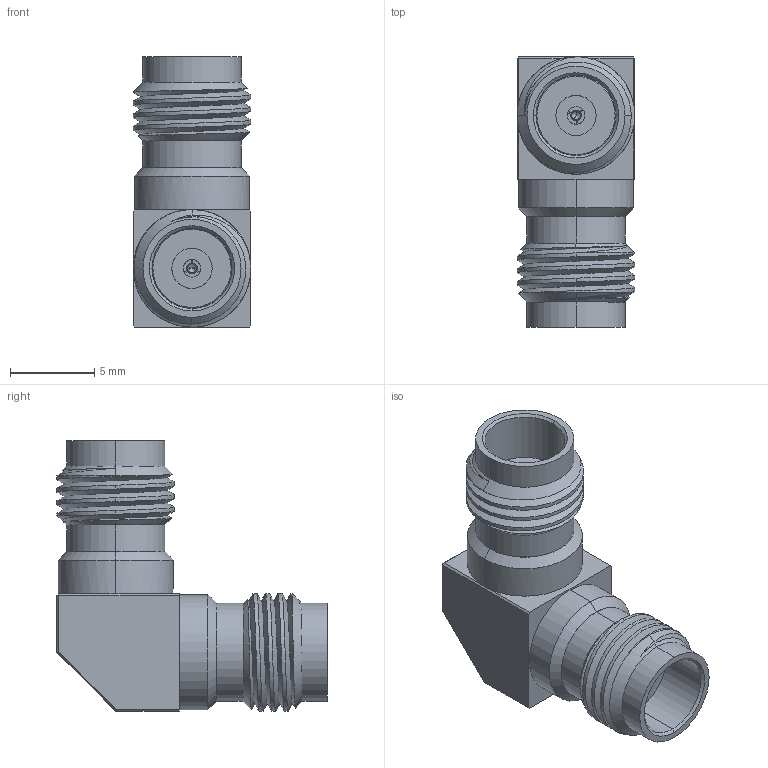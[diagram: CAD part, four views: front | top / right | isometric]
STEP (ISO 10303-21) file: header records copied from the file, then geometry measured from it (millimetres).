
FILE_DESCRIPTION (( 'STEP AP214' ), '1' );
FILE_NAME ('CT-2F2F-R-LN1.STEP', '2025-01-14T01:16:56', ( '' ), ( '' ), 'SwSTEP 2.0', 'SolidWorks 2021', '' );
FILE_SCHEMA (( 'AUTOMOTIVE_DESIGN' ));
Length unit declared in the file: inch
Products named in the file (1): CT-2F2F-R-LN1
Bounding box: 7 x 16.09 x 16.09 mm (x, y, z)
Volume: 742.5 mm3; surface area: 1143.9 mm2
Topology: 3 solids, 4 shells, 177 faces, 422 edges, 260 vertices
Faces by surface type: cylinder 62, plane 62, cone 49, bspline 4
Entity records: 7137 total; most frequent: CARTESIAN_POINT 3049, DIRECTION 856, ORIENTED_EDGE 836, EDGE_CURVE 418, AXIS2_PLACEMENT_3D 329, VERTEX_POINT 260, LINE 198, VECTOR 198
